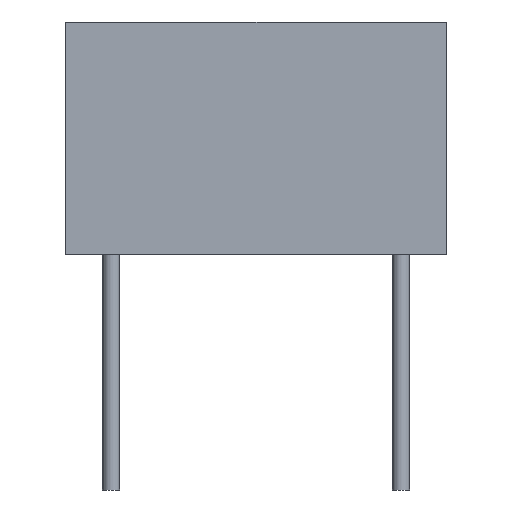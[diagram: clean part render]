
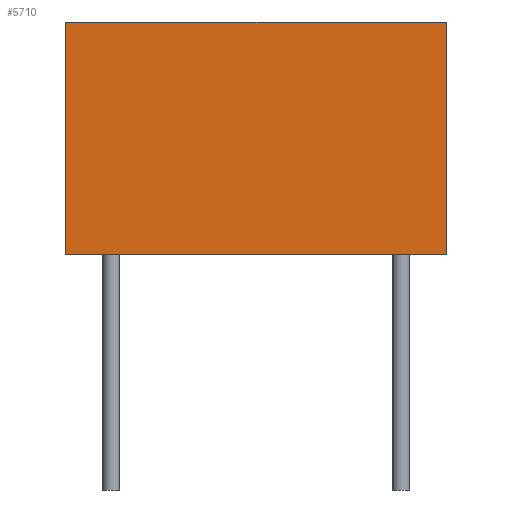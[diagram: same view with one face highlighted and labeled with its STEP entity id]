
A CAD part, left-side view. The second image highlights one B-rep face of the part: STEP entity #5710.
In plain terms, the highlighted planar face has unit normal (-1, 0, 0).
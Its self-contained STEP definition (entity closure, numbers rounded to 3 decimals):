
#468=FACE_OUTER_BOUND('',#809,.T.);
#809=EDGE_LOOP('',(#4315,#4316,#4317,#4318));
#1338=LINE('',#8821,#1997);
#1339=LINE('',#8824,#1998);
#1340=LINE('',#8826,#1999);
#1341=LINE('',#8827,#2000);
#1997=VECTOR('',#6783,10.);
#1998=VECTOR('',#6786,10.);
#1999=VECTOR('',#6787,10.);
#2000=VECTOR('',#6788,10.);
#2594=VERTEX_POINT('',#8817);
#2595=VERTEX_POINT('',#8819);
#2596=VERTEX_POINT('',#8823);
#2597=VERTEX_POINT('',#8825);
#3258=EDGE_CURVE('',#2594,#2595,#1338,.T.);
#3259=EDGE_CURVE('',#2594,#2596,#1339,.T.);
#3260=EDGE_CURVE('',#2597,#2595,#1340,.T.);
#3261=EDGE_CURVE('',#2596,#2597,#1341,.T.);
#4315=ORIENTED_EDGE('',*,*,#3259,.F.);
#4316=ORIENTED_EDGE('',*,*,#3258,.T.);
#4317=ORIENTED_EDGE('',*,*,#3260,.F.);
#4318=ORIENTED_EDGE('',*,*,#3261,.F.);
#5411=PLANE('',#6060);
#5710=ADVANCED_FACE('',(#468),#5411,.T.);
#6060=AXIS2_PLACEMENT_3D('',#8822,#6784,#6785);
#6783=DIRECTION('',(0.,0.,1.));
#6784=DIRECTION('center_axis',(-1.,0.,0.));
#6785=DIRECTION('ref_axis',(0.,-1.,0.));
#6786=DIRECTION('',(0.,1.,0.));
#6787=DIRECTION('',(0.,-1.,0.));
#6788=DIRECTION('',(0.,0.,1.));
#8817=CARTESIAN_POINT('',(-2.52,-1.19,0.));
#8819=CARTESIAN_POINT('',(-2.52,-1.19,6.1));
#8821=CARTESIAN_POINT('',(-2.52,-1.19,0.));
#8822=CARTESIAN_POINT('Origin',(-2.52,8.81,0.));
#8823=CARTESIAN_POINT('',(-2.52,8.81,0.));
#8824=CARTESIAN_POINT('',(-2.52,-1.19,0.));
#8825=CARTESIAN_POINT('',(-2.52,8.81,6.1));
#8826=CARTESIAN_POINT('',(-2.52,-1.19,6.1));
#8827=CARTESIAN_POINT('',(-2.52,8.81,0.));
